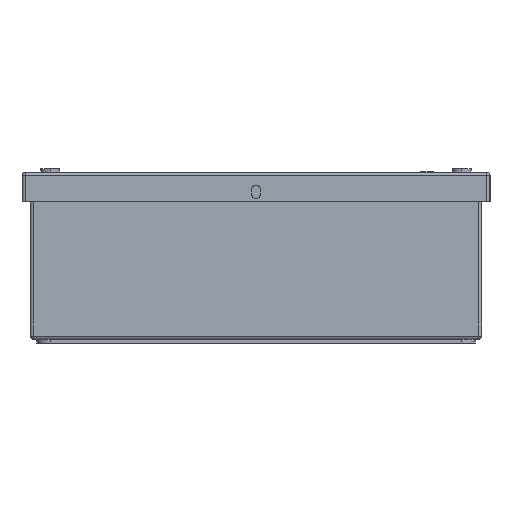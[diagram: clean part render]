
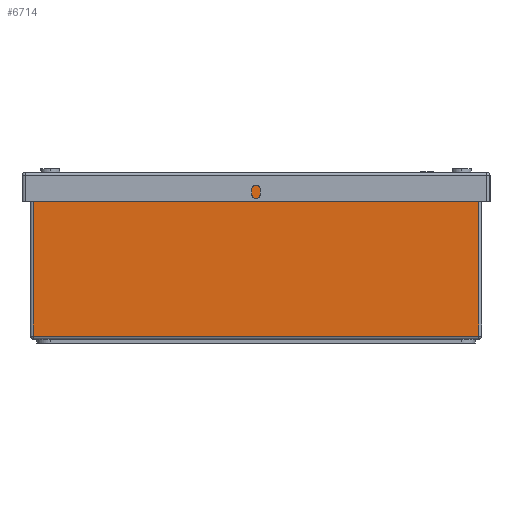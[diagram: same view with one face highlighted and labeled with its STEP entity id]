
A CAD part, left-side view. The second image highlights one B-rep face of the part: STEP entity #6714.
In plain terms, the highlighted planar face has unit normal (-1, 0, 0).
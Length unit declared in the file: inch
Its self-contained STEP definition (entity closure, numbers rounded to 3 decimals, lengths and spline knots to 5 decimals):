
#984 = DIRECTION ( 'NONE',  ( 0., 0., -1. ) ) ;
#1191 = CARTESIAN_POINT ( 'NONE',  ( 0., 8.44, 2.94 ) ) ;
#1206 = VECTOR ( 'NONE', #27905, 39.37008 ) ;
#2112 = EDGE_CURVE ( 'NONE', #25438, #3002, #26030, .T. ) ;
#2528 = EDGE_CURVE ( 'NONE', #22233, #15150, #11597, .T. ) ;
#3002 = VERTEX_POINT ( 'NONE', #25705 ) ;
#4676 = CARTESIAN_POINT ( 'NONE',  ( 0., 8.44, 3. ) ) ;
#5432 = VECTOR ( 'NONE', #24716, 39.37008 ) ;
#6714 = ADVANCED_FACE ( 'NONE', ( #27014 ), #26867, .F. ) ;
#7184 = ORIENTED_EDGE ( 'NONE', *, *, #2528, .T. ) ;
#7278 = AXIS2_PLACEMENT_3D ( 'NONE', #4676, #13505, #7370 ) ;
#7370 = DIRECTION ( 'NONE',  ( 0., 0., -1. ) ) ;
#8280 = CARTESIAN_POINT ( 'NONE',  ( 0., 0.06, 3. ) ) ;
#9167 = EDGE_CURVE ( 'NONE', #25438, #22233, #22401, .T. ) ;
#9421 = LINE ( 'NONE', #22548, #5432 ) ;
#10980 = DIRECTION ( 'NONE',  ( 0., 1., 0. ) ) ;
#11597 = LINE ( 'NONE', #27349, #22267 ) ;
#13505 = DIRECTION ( 'NONE',  ( 1., 0., 0. ) ) ;
#14494 = VECTOR ( 'NONE', #10980, 39.37008 ) ;
#15150 = VERTEX_POINT ( 'NONE', #18857 ) ;
#18658 = CARTESIAN_POINT ( 'NONE',  ( 0., 0.06, 2.94 ) ) ;
#18857 = CARTESIAN_POINT ( 'NONE',  ( 0., 8.44, 0.06 ) ) ;
#19440 = ORIENTED_EDGE ( 'NONE', *, *, #9167, .T. ) ;
#19621 = EDGE_LOOP ( 'NONE', ( #24917, #19440, #7184, #21981 ) ) ;
#20108 = CARTESIAN_POINT ( 'NONE',  ( 0., 8.44, 2.94 ) ) ;
#21106 = EDGE_CURVE ( 'NONE', #15150, #3002, #9421, .T. ) ;
#21981 = ORIENTED_EDGE ( 'NONE', *, *, #21106, .T. ) ;
#22233 = VERTEX_POINT ( 'NONE', #1191 ) ;
#22267 = VECTOR ( 'NONE', #984, 39.37008 ) ;
#22401 = LINE ( 'NONE', #20108, #14494 ) ;
#22548 = CARTESIAN_POINT ( 'NONE',  ( 0., 8.44, 0.06 ) ) ;
#24716 = DIRECTION ( 'NONE',  ( 0., -1., 0. ) ) ;
#24917 = ORIENTED_EDGE ( 'NONE', *, *, #2112, .F. ) ;
#25438 = VERTEX_POINT ( 'NONE', #18658 ) ;
#25705 = CARTESIAN_POINT ( 'NONE',  ( 0., 0.06, 0.06 ) ) ;
#26030 = LINE ( 'NONE', #8280, #1206 ) ;
#26867 = PLANE ( 'NONE',  #7278 ) ;
#27014 = FACE_OUTER_BOUND ( 'NONE', #19621, .T. ) ;
#27349 = CARTESIAN_POINT ( 'NONE',  ( 0., 8.44, 3. ) ) ;
#27905 = DIRECTION ( 'NONE',  ( 0., 0., -1. ) ) ;
